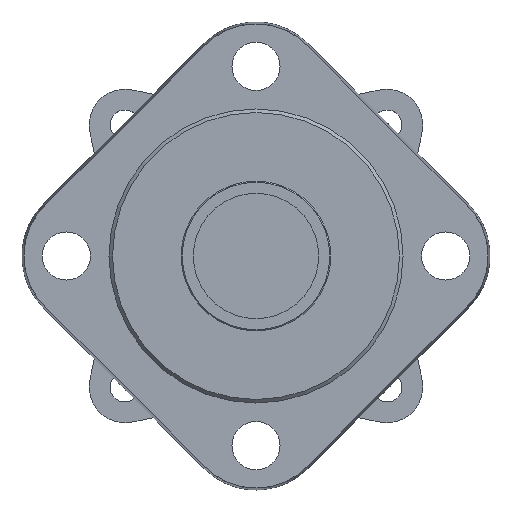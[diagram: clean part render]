
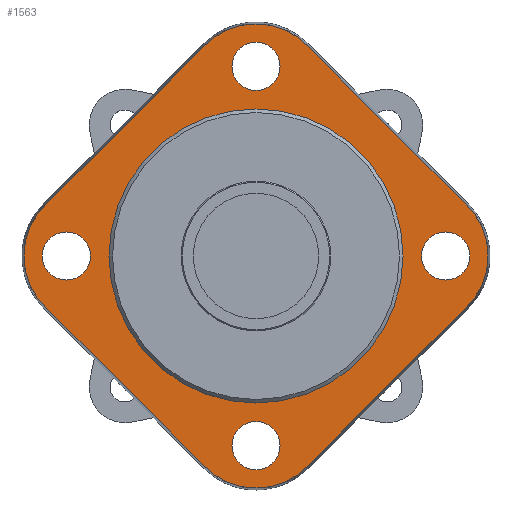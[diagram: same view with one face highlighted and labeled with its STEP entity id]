
A CAD part, left-side view. The second image highlights one B-rep face of the part: STEP entity #1563.
In plain terms, the highlighted planar face has unit normal (-1, 0, 0).
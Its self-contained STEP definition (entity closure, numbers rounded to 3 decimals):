
#18=FACE_BOUND('',#220,.T.);
#19=FACE_BOUND('',#221,.T.);
#20=FACE_BOUND('',#222,.T.);
#21=FACE_BOUND('',#223,.T.);
#22=FACE_BOUND('',#224,.T.);
#37=PLANE('',#1679);
#133=FACE_OUTER_BOUND('',#219,.T.);
#219=EDGE_LOOP('',(#1045,#1046,#1047,#1048,#1049,#1050,#1051,#1052));
#220=EDGE_LOOP('',(#1053));
#221=EDGE_LOOP('',(#1054));
#222=EDGE_LOOP('',(#1055));
#223=EDGE_LOOP('',(#1056));
#224=EDGE_LOOP('',(#1057));
#329=CIRCLE('',#1680,20.11);
#330=CIRCLE('',#1681,20.11);
#331=CIRCLE('',#1682,20.11);
#332=CIRCLE('',#1683,20.11);
#333=CIRCLE('',#1684,6.75);
#334=CIRCLE('',#1685,41.25);
#335=CIRCLE('',#1686,6.75);
#336=CIRCLE('',#1687,6.75);
#337=CIRCLE('',#1688,6.75);
#429=LINE('',#2466,#534);
#430=LINE('',#2470,#535);
#431=LINE('',#2474,#536);
#432=LINE('',#2478,#537);
#534=VECTOR('',#1906,1000.);
#535=VECTOR('',#1909,1000.);
#536=VECTOR('',#1912,1000.);
#537=VECTOR('',#1915,1000.);
#655=VERTEX_POINT('',#2464);
#656=VERTEX_POINT('',#2465);
#657=VERTEX_POINT('',#2467);
#658=VERTEX_POINT('',#2469);
#659=VERTEX_POINT('',#2471);
#660=VERTEX_POINT('',#2473);
#661=VERTEX_POINT('',#2475);
#662=VERTEX_POINT('',#2477);
#663=VERTEX_POINT('',#2480);
#664=VERTEX_POINT('',#2482);
#665=VERTEX_POINT('',#2484);
#666=VERTEX_POINT('',#2486);
#667=VERTEX_POINT('',#2488);
#808=EDGE_CURVE('',#655,#656,#429,.T.);
#809=EDGE_CURVE('',#657,#655,#329,.T.);
#810=EDGE_CURVE('',#657,#658,#430,.T.);
#811=EDGE_CURVE('',#659,#658,#330,.T.);
#812=EDGE_CURVE('',#659,#660,#431,.T.);
#813=EDGE_CURVE('',#661,#660,#331,.T.);
#814=EDGE_CURVE('',#662,#661,#432,.T.);
#815=EDGE_CURVE('',#656,#662,#332,.T.);
#816=EDGE_CURVE('',#663,#663,#333,.F.);
#817=EDGE_CURVE('',#664,#664,#334,.F.);
#818=EDGE_CURVE('',#665,#665,#335,.T.);
#819=EDGE_CURVE('',#666,#666,#336,.T.);
#820=EDGE_CURVE('',#667,#667,#337,.T.);
#1045=ORIENTED_EDGE('',*,*,#808,.F.);
#1046=ORIENTED_EDGE('',*,*,#809,.F.);
#1047=ORIENTED_EDGE('',*,*,#810,.T.);
#1048=ORIENTED_EDGE('',*,*,#811,.F.);
#1049=ORIENTED_EDGE('',*,*,#812,.T.);
#1050=ORIENTED_EDGE('',*,*,#813,.F.);
#1051=ORIENTED_EDGE('',*,*,#814,.F.);
#1052=ORIENTED_EDGE('',*,*,#815,.F.);
#1053=ORIENTED_EDGE('',*,*,#816,.F.);
#1054=ORIENTED_EDGE('',*,*,#817,.F.);
#1055=ORIENTED_EDGE('',*,*,#818,.T.);
#1056=ORIENTED_EDGE('',*,*,#819,.T.);
#1057=ORIENTED_EDGE('',*,*,#820,.T.);
#1563=ADVANCED_FACE('',(#133,#18,#19,#20,#21,#22),#37,.F.);
#1679=AXIS2_PLACEMENT_3D('',#2463,#1904,#1905);
#1680=AXIS2_PLACEMENT_3D('',#2468,#1907,#1908);
#1681=AXIS2_PLACEMENT_3D('',#2472,#1910,#1911);
#1682=AXIS2_PLACEMENT_3D('',#2476,#1913,#1914);
#1683=AXIS2_PLACEMENT_3D('',#2479,#1916,#1917);
#1684=AXIS2_PLACEMENT_3D('',#2481,#1918,#1919);
#1685=AXIS2_PLACEMENT_3D('',#2483,#1920,#1921);
#1686=AXIS2_PLACEMENT_3D('',#2485,#1922,#1923);
#1687=AXIS2_PLACEMENT_3D('',#2487,#1924,#1925);
#1688=AXIS2_PLACEMENT_3D('',#2489,#1926,#1927);
#1904=DIRECTION('center_axis',(1.,0.,0.));
#1905=DIRECTION('ref_axis',(0.,0.,-1.));
#1906=DIRECTION('',(0.,0.707,-0.707));
#1907=DIRECTION('center_axis',(1.,0.,0.));
#1908=DIRECTION('ref_axis',(0.,0.,-1.));
#1909=DIRECTION('',(0.,0.707,0.707));
#1910=DIRECTION('center_axis',(1.,0.,0.));
#1911=DIRECTION('ref_axis',(0.,0.,-1.));
#1912=DIRECTION('',(0.,0.707,-0.707));
#1913=DIRECTION('center_axis',(1.,0.,0.));
#1914=DIRECTION('ref_axis',(0.,0.,-1.));
#1915=DIRECTION('',(0.,0.707,0.707));
#1916=DIRECTION('center_axis',(1.,0.,0.));
#1917=DIRECTION('ref_axis',(0.,0.,-1.));
#1918=DIRECTION('center_axis',(1.,0.,0.));
#1919=DIRECTION('ref_axis',(0.,0.,-1.));
#1920=DIRECTION('center_axis',(1.,0.,0.));
#1921=DIRECTION('ref_axis',(0.,0.,-1.));
#1922=DIRECTION('center_axis',(1.,0.,0.));
#1923=DIRECTION('ref_axis',(0.,0.,-1.));
#1924=DIRECTION('center_axis',(1.,0.,0.));
#1925=DIRECTION('ref_axis',(0.,0.,-1.));
#1926=DIRECTION('center_axis',(1.,0.,0.));
#1927=DIRECTION('ref_axis',(0.,0.,-1.));
#2463=CARTESIAN_POINT('Origin',(0.,14.22,59.22));
#2464=CARTESIAN_POINT('',(0.,-59.22,-14.22));
#2465=CARTESIAN_POINT('',(0.,-14.22,-59.22));
#2466=CARTESIAN_POINT('',(0.,-59.22,-14.22));
#2467=CARTESIAN_POINT('',(0.,-59.22,14.22));
#2468=CARTESIAN_POINT('Origin',(0.,-45.,0.));
#2469=CARTESIAN_POINT('',(0.,-14.22,59.22));
#2470=CARTESIAN_POINT('',(0.,-59.22,14.22));
#2471=CARTESIAN_POINT('',(0.,14.22,59.22));
#2472=CARTESIAN_POINT('Origin',(0.,0.,45.));
#2473=CARTESIAN_POINT('',(0.,59.22,14.22));
#2474=CARTESIAN_POINT('',(0.,14.22,59.22));
#2475=CARTESIAN_POINT('',(0.,59.22,-14.22));
#2476=CARTESIAN_POINT('Origin',(0.,45.,0.));
#2477=CARTESIAN_POINT('',(0.,14.22,-59.22));
#2478=CARTESIAN_POINT('',(0.,14.22,-59.22));
#2479=CARTESIAN_POINT('Origin',(0.,0.,-45.));
#2480=CARTESIAN_POINT('',(0.,53.2,6.75));
#2481=CARTESIAN_POINT('Origin',(0.,53.2,0.));
#2482=CARTESIAN_POINT('',(0.,0.,41.25));
#2483=CARTESIAN_POINT('Origin',(0.,0.,0.));
#2484=CARTESIAN_POINT('',(0.,0.,59.95));
#2485=CARTESIAN_POINT('Origin',(0.,0.,53.2));
#2486=CARTESIAN_POINT('',(0.,-53.2,6.75));
#2487=CARTESIAN_POINT('Origin',(0.,-53.2,0.));
#2488=CARTESIAN_POINT('',(0.,0.,-46.45));
#2489=CARTESIAN_POINT('Origin',(0.,0.,-53.2));
